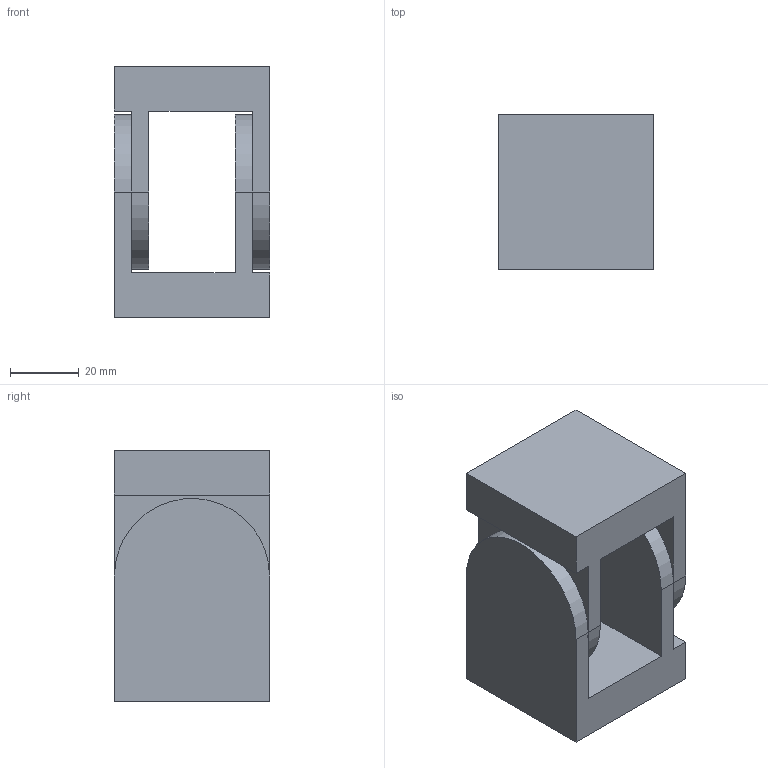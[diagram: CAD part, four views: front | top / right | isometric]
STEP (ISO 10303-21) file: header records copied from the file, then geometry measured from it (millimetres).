
FILE_DESCRIPTION(('STEP AP214'),'1');
FILE_NAME('cctmp_F19B67A3-9041-49C2-A2BF-161FF130FF9F_2020_1_16_9_5_7_392..stp','2020-01-16T08:05:07',('Bosch Rexroth AG'),('CADClick - www.CADClick.com'),'Spatial InterOp 3D',' ','unknown authorization - (Healing Option Enabled)');
FILE_SCHEMA(('AUTOMOTIVE_DESIGN'));
Length unit declared in the file: millimetre
Products named in the file (1): 2020_01_16__09-05-07-390
Bounding box: 45 x 45 x 73 mm (x, y, z)
Volume: 89704.3 mm3; surface area: 22693.7 mm2
Topology: 1 solids, 1 shells, 28 faces, 72 edges, 44 vertices
Faces by surface type: plane 20, cylinder 8
Entity records: 1080 total; most frequent: DIRECTION 146, CARTESIAN_POINT 145, ORIENTED_EDGE 144, EDGE_CURVE 72, LINE 56, VECTOR 56, AXIS2_PLACEMENT_3D 45, VERTEX_POINT 44
